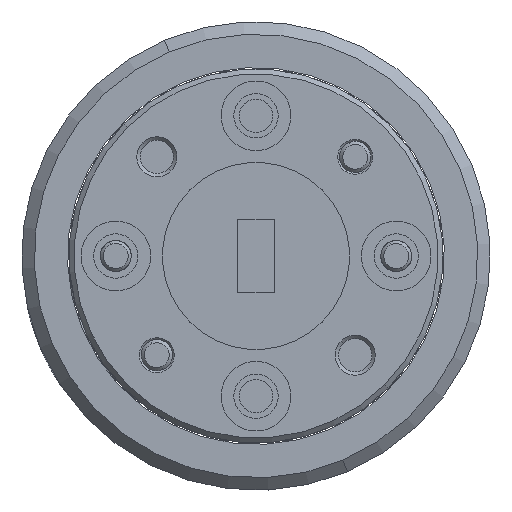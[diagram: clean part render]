
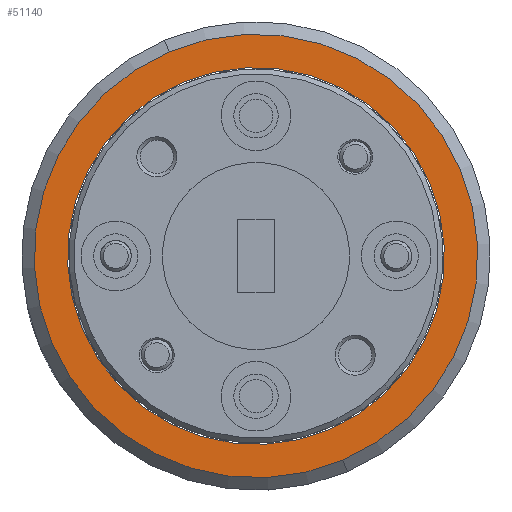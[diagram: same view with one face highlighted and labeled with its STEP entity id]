
A CAD part, left-side view. The second image highlights one B-rep face of the part: STEP entity #51140.
In plain terms, the highlighted planar face has unit normal (-1, 0, 0).
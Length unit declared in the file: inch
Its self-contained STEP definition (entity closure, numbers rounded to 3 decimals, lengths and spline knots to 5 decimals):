
#6158 = AXIS2_PLACEMENT_3D ( 'NONE', #83081, #29434, #57596 ) ;
#8192 = ORIENTED_EDGE ( 'NONE', *, *, #26247, .T. ) ;
#11441 = CARTESIAN_POINT ( 'NONE',  ( -1.659, -0.2247, -0.46195 ) ) ;
#11766 = DIRECTION ( 'NONE',  ( -1., 0., 0. ) ) ;
#12035 = VERTEX_POINT ( 'NONE', #35519 ) ;
#14079 = CIRCLE ( 'NONE', #57160, 0.445 ) ;
#17475 = DIRECTION ( 'NONE',  ( 0., -0.391, -0.921 ) ) ;
#23624 = EDGE_LOOP ( 'NONE', ( #40836, #65929 ) ) ;
#23868 = EDGE_CURVE ( 'NONE', #28912, #60413, #44598, .T. ) ;
#26247 = EDGE_CURVE ( 'NONE', #12035, #35773, #14079, .T. ) ;
#27434 = CIRCLE ( 'NONE', #6158, 0.445 ) ;
#28085 = CIRCLE ( 'NONE', #38579, 0.378 ) ;
#28912 = VERTEX_POINT ( 'NONE', #11441 ) ;
#29434 = DIRECTION ( 'NONE',  ( -1., 0., 0. ) ) ;
#32815 = PLANE ( 'NONE',  #37295 ) ;
#34482 = CARTESIAN_POINT ( 'NONE',  ( -1.659, 0.09688, 0.29562 ) ) ;
#35519 = CARTESIAN_POINT ( 'NONE',  ( -1.659, -0.25088, -0.52362 ) ) ;
#35773 = VERTEX_POINT ( 'NONE', #34482 ) ;
#37295 = AXIS2_PLACEMENT_3D ( 'NONE', #40228, #67248, #59872 ) ;
#38579 = AXIS2_PLACEMENT_3D ( 'NONE', #79957, #46790, #80551 ) ;
#40228 = CARTESIAN_POINT ( 'NONE',  ( -1.659, -0.077, -0.114 ) ) ;
#40836 = ORIENTED_EDGE ( 'NONE', *, *, #64740, .T. ) ;
#44598 = CIRCLE ( 'NONE', #75738, 0.378 ) ;
#46790 = DIRECTION ( 'NONE',  ( 1., 0., 0. ) ) ;
#51140 = ADVANCED_FACE ( 'NONE', ( #56741, #54612 ), #32815, .F. ) ;
#54612 = FACE_BOUND ( 'NONE', #23624, .T. ) ;
#56741 = FACE_OUTER_BOUND ( 'NONE', #67776, .T. ) ;
#57160 = AXIS2_PLACEMENT_3D ( 'NONE', #87003, #11766, #73070 ) ;
#57596 = DIRECTION ( 'NONE',  ( 0., -0.391, -0.921 ) ) ;
#58375 = CARTESIAN_POINT ( 'NONE',  ( -1.659, -0.077, -0.114 ) ) ;
#59872 = DIRECTION ( 'NONE',  ( 0., -0.391, -0.921 ) ) ;
#60413 = VERTEX_POINT ( 'NONE', #85140 ) ;
#64024 = ORIENTED_EDGE ( 'NONE', *, *, #68745, .T. ) ;
#64740 = EDGE_CURVE ( 'NONE', #60413, #28912, #28085, .T. ) ;
#65929 = ORIENTED_EDGE ( 'NONE', *, *, #23868, .T. ) ;
#67248 = DIRECTION ( 'NONE',  ( 1., 0., 0. ) ) ;
#67776 = EDGE_LOOP ( 'NONE', ( #8192, #64024 ) ) ;
#68745 = EDGE_CURVE ( 'NONE', #35773, #12035, #27434, .T. ) ;
#73070 = DIRECTION ( 'NONE',  ( 0., -0.391, -0.921 ) ) ;
#75738 = AXIS2_PLACEMENT_3D ( 'NONE', #58375, #79624, #17475 ) ;
#79624 = DIRECTION ( 'NONE',  ( 1., 0., 0. ) ) ;
#79957 = CARTESIAN_POINT ( 'NONE',  ( -1.659, -0.077, -0.114 ) ) ;
#80551 = DIRECTION ( 'NONE',  ( 0., -0.391, -0.921 ) ) ;
#83081 = CARTESIAN_POINT ( 'NONE',  ( -1.659, -0.077, -0.114 ) ) ;
#85140 = CARTESIAN_POINT ( 'NONE',  ( -1.659, 0.0707, 0.23395 ) ) ;
#87003 = CARTESIAN_POINT ( 'NONE',  ( -1.659, -0.077, -0.114 ) ) ;
